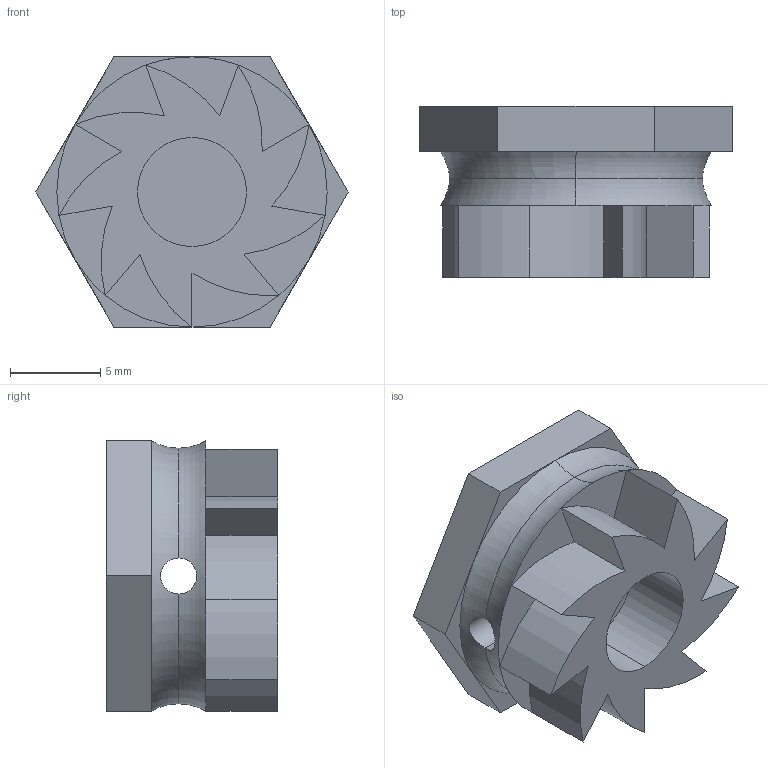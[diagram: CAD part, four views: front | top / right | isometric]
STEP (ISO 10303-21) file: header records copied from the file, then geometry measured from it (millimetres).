
FILE_DESCRIPTION (( 'STEP AP214' ), '1' );
FILE_NAME ('Pulley-Pretensioner Ratchet SLA.STEP', '2023-04-30T09:45:09', ( '' ), ( '' ), 'SwSTEP 2.0', 'SolidWorks 2019', '' );
FILE_SCHEMA (( 'AUTOMOTIVE_DESIGN' ));
Length unit declared in the file: millimetre
Products named in the file (1): Pulley-Pretensioner Ratchet SLA
Bounding box: 17.32 x 9.5 x 15 mm (x, y, z)
Volume: 1258.7 mm3; surface area: 1111.7 mm2
Topology: 1 solids, 1 shells, 51 faces, 121 edges, 71 vertices
Faces by surface type: plane 33, cylinder 14, torus 4
Entity records: 1557 total; most frequent: CARTESIAN_POINT 328, DIRECTION 265, ORIENTED_EDGE 242, EDGE_CURVE 121, AXIS2_PLACEMENT_3D 100, VERTEX_POINT 71, LINE 65, VECTOR 65
